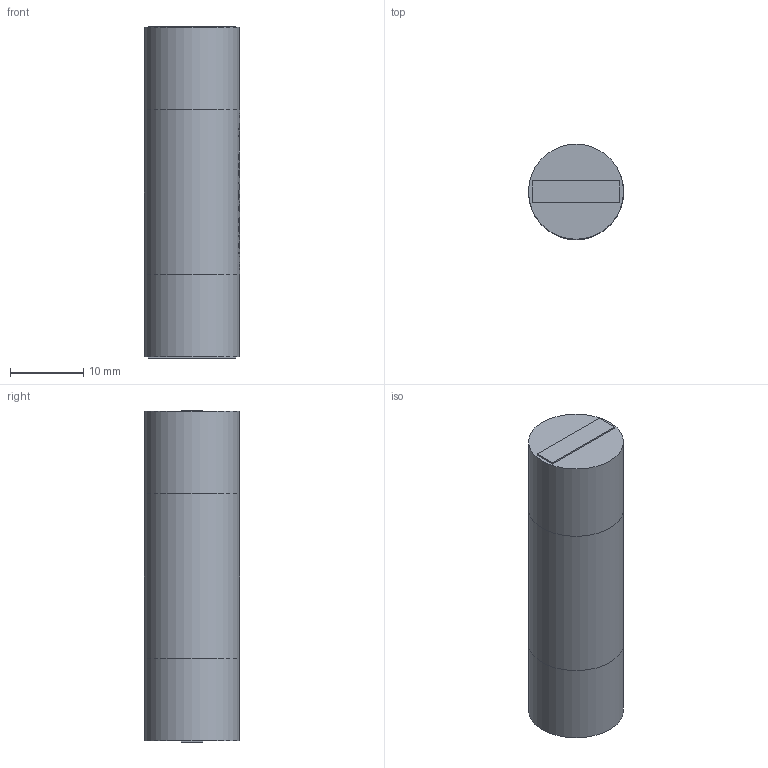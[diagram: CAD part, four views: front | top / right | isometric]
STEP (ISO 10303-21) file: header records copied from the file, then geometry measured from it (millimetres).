
FILE_DESCRIPTION(/* description */ (''),/* implementation_level */ '2;1');
FILE_NAME(/* name */ '13400 lipo.step',/* time_stamp */ '2023-04-11T12:57:06+01:00',/* author */ (''),/* organization */ (''),/* preprocessor_version */ 'ST-DEVELOPER v19.2',/* originating_system */ 'Autodesk Translation Framework v12.4.0.73',/* authorisation */ '');
FILE_SCHEMA (('AUTOMOTIVE_DESIGN { 1 0 10303 214 3 1 1 }'));
Length unit declared in the file: millimetre
Products named in the file (1): 13400
Bounding box: 13 x 13 x 45.4 mm (x, y, z)
Volume: 5987.2 mm3; surface area: 2792.2 mm2
Topology: 5 solids, 5 shells, 618 faces, 1698 edges, 1132 vertices
Faces by surface type: bspline 407, plane 166, cylinder 45
Full cylindrical faces by diameter (mm): 13 x3
Entity records: 26809 total; most frequent: CARTESIAN_POINT 13712, ORIENTED_EDGE 3396, EDGE_CURVE 1698, DIRECTION 1410, VERTEX_POINT 1132, B_SPLINE_CURVE_WITH_KNOTS 814, LINE 782, VECTOR 782
